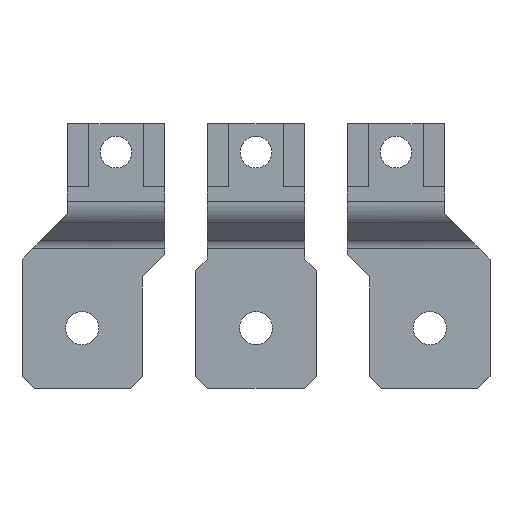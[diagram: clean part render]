
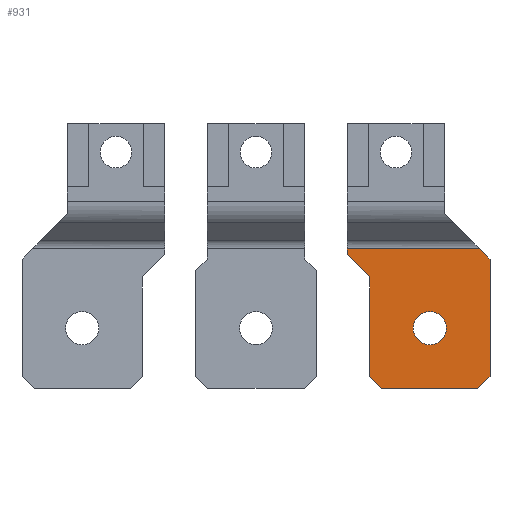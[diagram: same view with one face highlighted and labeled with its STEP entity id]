
A CAD part, front view. The second image highlights one B-rep face of the part: STEP entity #931.
In plain terms, the highlighted planar face has unit normal (0, -1, 0).
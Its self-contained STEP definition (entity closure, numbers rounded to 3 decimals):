
#855=AXIS2_PLACEMENT_3D('Plane Axis2P3D',#852,#853,#854) ;
#915=AXIS2_PLACEMENT_3D('Circle Axis2P3D',#913,#914,$) ;
#924=AXIS2_PLACEMENT_3D('Circle Axis2P3D',#922,#923,$) ;
#797=CARTESIAN_POINT('Vertex',(30.25,30.,-118.407)) ;
#800=CARTESIAN_POINT('Line Origine',(50.,30.,-118.407)) ;
#804=CARTESIAN_POINT('Vertex',(74.407,30.,-118.407)) ;
#830=CARTESIAN_POINT('Vertex',(41.75,30.,-164.75)) ;
#837=CARTESIAN_POINT('Vertex',(73.75,30.,-164.75)) ;
#840=CARTESIAN_POINT('Line Origine',(57.75,30.,-164.75)) ;
#852=CARTESIAN_POINT('Axis2P3D Location',(0.,30.,-164.75)) ;
#857=CARTESIAN_POINT('Line Origine',(75.75,30.,-162.75)) ;
#861=CARTESIAN_POINT('Vertex',(77.75,30.,-160.75)) ;
#864=CARTESIAN_POINT('Line Origine',(77.75,30.,-141.25)) ;
#868=CARTESIAN_POINT('Vertex',(77.75,30.,-121.75)) ;
#871=CARTESIAN_POINT('Line Origine',(76.078,30.,-120.078)) ;
#876=CARTESIAN_POINT('Line Origine',(30.25,30.,-119.309)) ;
#880=CARTESIAN_POINT('Vertex',(30.25,30.,-120.212)) ;
#883=CARTESIAN_POINT('Line Origine',(34.,30.,-123.962)) ;
#887=CARTESIAN_POINT('Vertex',(37.75,30.,-127.712)) ;
#890=CARTESIAN_POINT('Line Origine',(37.75,30.,-144.231)) ;
#894=CARTESIAN_POINT('Vertex',(37.75,30.,-160.75)) ;
#897=CARTESIAN_POINT('Line Origine',(39.75,30.,-162.75)) ;
#913=CARTESIAN_POINT('Axis2P3D Location',(57.75,30.,-144.75)) ;
#917=CARTESIAN_POINT('Vertex',(52.25,30.,-144.75)) ;
#919=CARTESIAN_POINT('Vertex',(63.25,30.,-144.75)) ;
#922=CARTESIAN_POINT('Axis2P3D Location',(57.75,30.,-144.75)) ;
#801=DIRECTION('Vector Direction',(-1.,0.,0.)) ;
#841=DIRECTION('Vector Direction',(1.,0.,0.)) ;
#853=DIRECTION('Axis2P3D Direction',(0.,1.,0.)) ;
#854=DIRECTION('Axis2P3D XDirection',(0.,0.,1.)) ;
#858=DIRECTION('Vector Direction',(0.707,0.,0.707)) ;
#865=DIRECTION('Vector Direction',(0.,0.,1.)) ;
#872=DIRECTION('Vector Direction',(0.707,0.,-0.707)) ;
#877=DIRECTION('Vector Direction',(0.,0.,-1.)) ;
#884=DIRECTION('Vector Direction',(0.707,0.,-0.707)) ;
#891=DIRECTION('Vector Direction',(0.,0.,-1.)) ;
#898=DIRECTION('Vector Direction',(-0.707,0.,0.707)) ;
#914=DIRECTION('Axis2P3D Direction',(0.,1.,0.)) ;
#923=DIRECTION('Axis2P3D Direction',(0.,1.,0.)) ;
#802=VECTOR('Line Direction',#801,1.) ;
#842=VECTOR('Line Direction',#841,1.) ;
#859=VECTOR('Line Direction',#858,1.) ;
#866=VECTOR('Line Direction',#865,1.) ;
#873=VECTOR('Line Direction',#872,1.) ;
#878=VECTOR('Line Direction',#877,1.) ;
#885=VECTOR('Line Direction',#884,1.) ;
#892=VECTOR('Line Direction',#891,1.) ;
#899=VECTOR('Line Direction',#898,1.) ;
#903=ORIENTED_EDGE('',*,*,#844,.T.) ;
#904=ORIENTED_EDGE('',*,*,#863,.T.) ;
#905=ORIENTED_EDGE('',*,*,#870,.T.) ;
#906=ORIENTED_EDGE('',*,*,#875,.F.) ;
#907=ORIENTED_EDGE('',*,*,#806,.F.) ;
#908=ORIENTED_EDGE('',*,*,#882,.T.) ;
#909=ORIENTED_EDGE('',*,*,#889,.T.) ;
#910=ORIENTED_EDGE('',*,*,#896,.T.) ;
#911=ORIENTED_EDGE('',*,*,#901,.F.) ;
#928=ORIENTED_EDGE('',*,*,#921,.T.) ;
#929=ORIENTED_EDGE('',*,*,#926,.T.) ;
#930=FACE_BOUND('',#927,.T.) ;
#931=ADVANCED_FACE('Terminali anteriori divaricati ES inferiori',(#912,#930),#856,.F.) ;
#916=CIRCLE('generated circle',#915,5.5) ;
#925=CIRCLE('generated circle',#924,5.5) ;
#806=EDGE_CURVE('',#798,#805,#803,.F.) ;
#844=EDGE_CURVE('',#831,#838,#843,.T.) ;
#863=EDGE_CURVE('',#838,#862,#860,.T.) ;
#870=EDGE_CURVE('',#862,#869,#867,.T.) ;
#875=EDGE_CURVE('',#805,#869,#874,.T.) ;
#882=EDGE_CURVE('',#798,#881,#879,.T.) ;
#889=EDGE_CURVE('',#881,#888,#886,.T.) ;
#896=EDGE_CURVE('',#888,#895,#893,.T.) ;
#901=EDGE_CURVE('',#831,#895,#900,.T.) ;
#921=EDGE_CURVE('',#918,#920,#916,.T.) ;
#926=EDGE_CURVE('',#920,#918,#925,.T.) ;
#902=EDGE_LOOP('',(#903,#904,#905,#906,#907,#908,#909,#910,#911)) ;
#927=EDGE_LOOP('',(#928,#929)) ;
#912=FACE_OUTER_BOUND('',#902,.T.) ;
#803=LINE('Line',#800,#802) ;
#843=LINE('Line',#840,#842) ;
#860=LINE('Line',#857,#859) ;
#867=LINE('Line',#864,#866) ;
#874=LINE('Line',#871,#873) ;
#879=LINE('Line',#876,#878) ;
#886=LINE('Line',#883,#885) ;
#893=LINE('Line',#890,#892) ;
#900=LINE('Line',#897,#899) ;
#856=PLANE('',#855) ;
#798=VERTEX_POINT('',#797) ;
#805=VERTEX_POINT('',#804) ;
#831=VERTEX_POINT('',#830) ;
#838=VERTEX_POINT('',#837) ;
#862=VERTEX_POINT('',#861) ;
#869=VERTEX_POINT('',#868) ;
#881=VERTEX_POINT('',#880) ;
#888=VERTEX_POINT('',#887) ;
#895=VERTEX_POINT('',#894) ;
#918=VERTEX_POINT('',#917) ;
#920=VERTEX_POINT('',#919) ;
